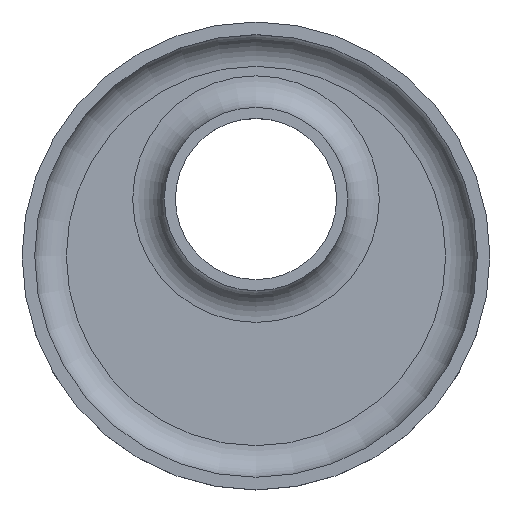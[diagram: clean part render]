
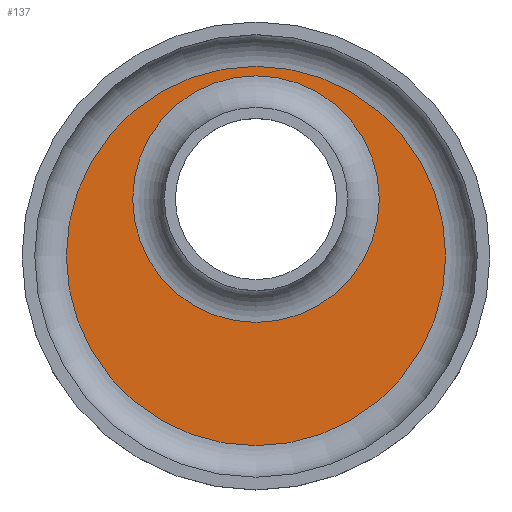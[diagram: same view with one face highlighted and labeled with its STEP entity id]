
A CAD part, top view. The second image highlights one B-rep face of the part: STEP entity #137.
In plain terms, the highlighted planar face has unit normal (0, 0, 1).
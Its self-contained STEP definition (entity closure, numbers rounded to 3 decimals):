
#27=FACE_BOUND('',#47,.T.);
#31=PLANE('',#164);
#36=FACE_OUTER_BOUND('',#46,.T.);
#46=EDGE_LOOP('',(#104));
#47=EDGE_LOOP('',(#105));
#61=CIRCLE('',#163,60.);
#62=CIRCLE('',#165,39.);
#73=VERTEX_POINT('',#239);
#74=VERTEX_POINT('',#243);
#85=EDGE_CURVE('',#73,#73,#61,.T.);
#86=EDGE_CURVE('',#74,#74,#62,.T.);
#104=ORIENTED_EDGE('',*,*,#85,.F.);
#105=ORIENTED_EDGE('',*,*,#86,.F.);
#137=ADVANCED_FACE('',(#36,#27),#31,.T.);
#163=AXIS2_PLACEMENT_3D('',#241,#191,#192);
#164=AXIS2_PLACEMENT_3D('',#242,#193,#194);
#165=AXIS2_PLACEMENT_3D('',#244,#195,#196);
#191=DIRECTION('center_axis',(0.,0.,-1.));
#192=DIRECTION('ref_axis',(1.,0.,0.));
#193=DIRECTION('center_axis',(0.,0.,1.));
#194=DIRECTION('ref_axis',(1.,0.,0.));
#195=DIRECTION('center_axis',(0.,0.,1.));
#196=DIRECTION('ref_axis',(1.,0.,0.));
#239=CARTESIAN_POINT('',(-60.,0.,5.));
#241=CARTESIAN_POINT('Origin',(0.,0.,5.));
#242=CARTESIAN_POINT('Origin',(0.,0.,5.));
#243=CARTESIAN_POINT('',(39.,18.,5.));
#244=CARTESIAN_POINT('Origin',(0.,18.,5.));
